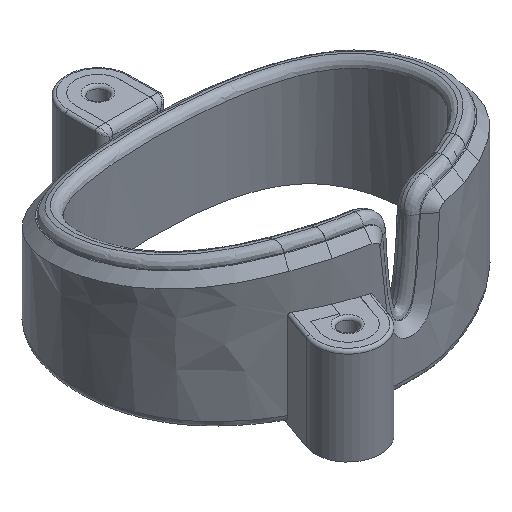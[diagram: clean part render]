
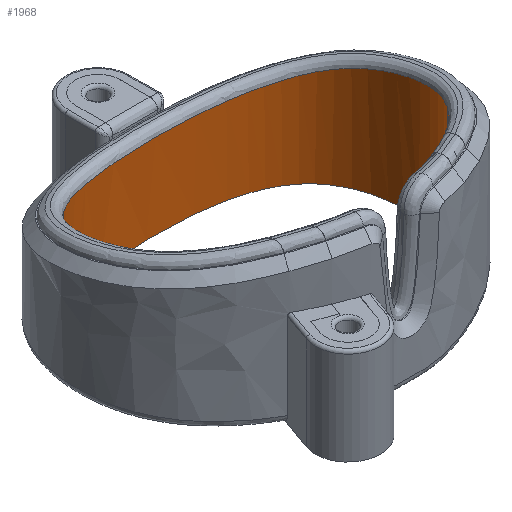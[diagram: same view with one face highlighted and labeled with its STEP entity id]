
A CAD part, isometric view. The second image highlights one B-rep face of the part: STEP entity #1968.
In plain terms, the highlighted free-form (B-spline) face has degree [3, 1] with [21, 2] control points.
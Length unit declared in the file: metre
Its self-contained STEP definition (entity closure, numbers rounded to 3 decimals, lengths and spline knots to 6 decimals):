
#252=B_SPLINE_CURVE_WITH_KNOTS('',3,(#5030,#5031,#5032,#5033,#5034,#5035,
#5036,#5037,#5038,#5039,#5040,#5041,#5042,#5043,#5044,#5045,#5046,#5047,
#5048,#5049,#5050,#5051,#5052,#5053,#5054,#5055,#5056,#5057,#5058,#5059),
 .UNSPECIFIED.,.F.,.F.,(4,1,1,1,1,1,1,1,1,1,1,1,1,1,1,1,1,1,1,1,1,1,1,1,
1,1,1,4),(0.,0.005585,0.008377,0.011169,
0.013962,0.016754,0.019546,0.022339,
0.025131,0.027923,0.030716,0.033508,
0.0363,0.039092,0.044677,0.050262,
0.055846,0.058639,0.061431,0.064223,
0.067016,0.069808,0.0726,0.075393,
0.078185,0.080977,0.08377,0.089354),
 .UNSPECIFIED.);
#253=B_SPLINE_CURVE_WITH_KNOTS('',3,(#5063,#5064,#5065,#5066,#5067,#5068,
#5069,#5070,#5071,#5072,#5073,#5074,#5075),.UNSPECIFIED.,.T.,.F.,(1,3,1,
1,1,1,1,1,1,1,1,3,1),(-0.123908,0.,0.123908,0.223818,
0.323729,0.434778,0.5,0.565222,0.676271,
0.776182,0.876092,1.,1.123908),.UNSPECIFIED.);
#694=ORIENTED_EDGE('',*,*,#1101,.F.);
#695=ORIENTED_EDGE('',*,*,#1102,.T.);
#696=ORIENTED_EDGE('',*,*,#1103,.T.);
#697=ORIENTED_EDGE('',*,*,#1104,.F.);
#1101=EDGE_CURVE('',#1326,#1327,#1463,.T.);
#1102=EDGE_CURVE('',#1326,#1328,#252,.T.);
#1103=EDGE_CURVE('',#1328,#1329,#1464,.T.);
#1104=EDGE_CURVE('',#1327,#1329,#253,.T.);
#1326=VERTEX_POINT('',#5028);
#1327=VERTEX_POINT('',#5029);
#1328=VERTEX_POINT('',#5060);
#1329=VERTEX_POINT('',#5062);
#1463=LINE('',#5027,#1569);
#1464=LINE('',#5061,#1570);
#1569=VECTOR('',#2404,1.);
#1570=VECTOR('',#2405,1.);
#1680=EDGE_LOOP('',(#694,#695,#696,#697));
#1809=FACE_BOUND('',#1680,.T.);
#1886=B_SPLINE_SURFACE_WITH_KNOTS('',3,1,((#4985,#4986),(#4987,#4988),(#4989,
#4990),(#4991,#4992),(#4993,#4994),(#4995,#4996),(#4997,#4998),(#4999,#5000),
(#5001,#5002),(#5003,#5004),(#5005,#5006),(#5007,#5008),(#5009,#5010),(#5011,
#5012),(#5013,#5014),(#5015,#5016),(#5017,#5018),(#5019,#5020),(#5021,#5022),
(#5023,#5024),(#5025,#5026)),.SURF_OF_LINEAR_EXTRUSION.,.F.,.F.,.F.,(4,
1,1,1,1,1,1,1,1,1,1,1,1,1,1,1,1,1,4),(2,2),(0.637786,0.683062,
0.728339,0.773616,0.818893,0.86417,0.886808,
0.909446,0.954723,1.,1.045277,1.090554,
1.113192,1.13583,1.181107,1.226384,1.271661,
1.316938,1.362214),(0.,1.),.UNSPECIFIED.);
#1968=ADVANCED_FACE('',(#1809),#1886,.T.);
#2404=DIRECTION('',(0.,0.,-1.));
#2405=DIRECTION('',(0.,0.,-1.));
#4985=CARTESIAN_POINT('',(0.01225,-0.010131,0.018831));
#4986=CARTESIAN_POINT('',(0.01225,-0.010131,0.));
#4987=CARTESIAN_POINT('',(0.013893,-0.009064,0.018831));
#4988=CARTESIAN_POINT('',(0.013893,-0.009064,0.));
#4989=CARTESIAN_POINT('',(0.016924,-0.006598,0.018831));
#4990=CARTESIAN_POINT('',(0.016924,-0.006598,0.));
#4991=CARTESIAN_POINT('',(0.019433,-0.002257,0.018831));
#4992=CARTESIAN_POINT('',(0.019433,-0.002257,0.));
#4993=CARTESIAN_POINT('',(0.020267,0.002546,0.018831));
#4994=CARTESIAN_POINT('',(0.020267,0.002546,0.));
#4995=CARTESIAN_POINT('',(0.019663,0.00764,0.018831));
#4996=CARTESIAN_POINT('',(0.019663,0.00764,0.));
#4997=CARTESIAN_POINT('',(0.017728,0.011404,0.018831));
#4998=CARTESIAN_POINT('',(0.017728,0.011404,0.));
#4999=CARTESIAN_POINT('',(0.015137,0.013648,0.018831));
#5000=CARTESIAN_POINT('',(0.015137,0.013648,0.));
#5001=CARTESIAN_POINT('',(0.01188,0.015323,0.018831));
#5002=CARTESIAN_POINT('',(0.01188,0.015323,0.));
#5003=CARTESIAN_POINT('',(0.006836,0.016512,0.018831));
#5004=CARTESIAN_POINT('',(0.006836,0.016512,0.));
#5005=CARTESIAN_POINT('',(0.,0.016859,0.018831));
#5006=CARTESIAN_POINT('',(0.,0.016859,0.));
#5007=CARTESIAN_POINT('',(-0.006836,0.016512,0.018831));
#5008=CARTESIAN_POINT('',(-0.006836,0.016512,0.));
#5009=CARTESIAN_POINT('',(-0.01188,0.015323,0.018831));
#5010=CARTESIAN_POINT('',(-0.01188,0.015323,0.));
#5011=CARTESIAN_POINT('',(-0.015137,0.013648,0.018831));
#5012=CARTESIAN_POINT('',(-0.015137,0.013648,0.));
#5013=CARTESIAN_POINT('',(-0.017728,0.011404,0.018831));
#5014=CARTESIAN_POINT('',(-0.017728,0.011404,0.));
#5015=CARTESIAN_POINT('',(-0.019663,0.00764,0.018831));
#5016=CARTESIAN_POINT('',(-0.019663,0.00764,0.));
#5017=CARTESIAN_POINT('',(-0.020267,0.002546,0.018831));
#5018=CARTESIAN_POINT('',(-0.020267,0.002546,0.));
#5019=CARTESIAN_POINT('',(-0.019433,-0.002257,0.018831));
#5020=CARTESIAN_POINT('',(-0.019433,-0.002257,0.));
#5021=CARTESIAN_POINT('',(-0.016924,-0.006598,0.018831));
#5022=CARTESIAN_POINT('',(-0.016924,-0.006598,0.));
#5023=CARTESIAN_POINT('',(-0.013893,-0.009064,0.018831));
#5024=CARTESIAN_POINT('',(-0.013893,-0.009064,0.));
#5025=CARTESIAN_POINT('',(-0.01225,-0.010131,0.018831));
#5026=CARTESIAN_POINT('',(-0.01225,-0.010131,0.));
#5027=CARTESIAN_POINT('',(0.01225,-0.010131,0.022));
#5028=CARTESIAN_POINT('',(0.01225,-0.010131,0.018719));
#5029=CARTESIAN_POINT('',(0.01225,-0.010131,0.));
#5030=CARTESIAN_POINT('',(0.01225,-0.010131,0.018719));
#5031=CARTESIAN_POINT('',(0.013796,-0.009127,0.01845));
#5032=CARTESIAN_POINT('',(0.015968,-0.007432,0.018017));
#5033=CARTESIAN_POINT('',(0.018164,-0.004471,0.017304));
#5034=CARTESIAN_POINT('',(0.019304,-0.002032,0.016737));
#5035=CARTESIAN_POINT('',(0.019949,0.00064,0.016121));
#5036=CARTESIAN_POINT('',(0.020098,0.003339,0.015486));
#5037=CARTESIAN_POINT('',(0.019826,0.006046,0.014817));
#5038=CARTESIAN_POINT('',(0.019098,0.008622,0.014123));
#5039=CARTESIAN_POINT('',(0.017834,0.011026,0.013385));
#5040=CARTESIAN_POINT('',(0.016003,0.013029,0.012618));
#5041=CARTESIAN_POINT('',(0.013664,0.014475,0.012076));
#5042=CARTESIAN_POINT('',(0.011077,0.015459,0.01175));
#5043=CARTESIAN_POINT('',(0.008383,0.016102,0.01155));
#5044=CARTESIAN_POINT('',(0.004698,0.016629,0.011396));
#5045=CARTESIAN_POINT('',(0.000054,0.016817,0.011343));
#5046=CARTESIAN_POINT('',(-0.005468,0.016601,0.011404));
#5047=CARTESIAN_POINT('',(-0.010075,0.015823,0.01163));
#5048=CARTESIAN_POINT('',(-0.013563,0.014524,0.01206));
#5049=CARTESIAN_POINT('',(-0.015915,0.013099,0.01259));
#5050=CARTESIAN_POINT('',(-0.017774,0.011113,0.013355));
#5051=CARTESIAN_POINT('',(-0.019062,0.008715,0.014096));
#5052=CARTESIAN_POINT('',(-0.019811,0.006131,0.014795));
#5053=CARTESIAN_POINT('',(-0.020097,0.003413,0.015468));
#5054=CARTESIAN_POINT('',(-0.019956,0.000701,0.016107));
#5055=CARTESIAN_POINT('',(-0.01933,-0.001963,0.016721));
#5056=CARTESIAN_POINT('',(-0.018176,-0.004454,0.0173));
#5057=CARTESIAN_POINT('',(-0.016003,-0.007395,0.018008));
#5058=CARTESIAN_POINT('',(-0.013803,-0.009122,0.018449));
#5059=CARTESIAN_POINT('',(-0.01225,-0.010131,0.018719));
#5060=CARTESIAN_POINT('',(-0.01225,-0.010131,0.018719));
#5061=CARTESIAN_POINT('',(-0.01225,-0.010131,0.022));
#5062=CARTESIAN_POINT('',(-0.01225,-0.010131,0.));
#5063=CARTESIAN_POINT('',(0.,0.016744,0.));
#5064=CARTESIAN_POINT('',(-0.006236,0.016744,0.));
#5065=CARTESIAN_POINT('',(-0.017499,0.015175,0.));
#5066=CARTESIAN_POINT('',(-0.021191,0.00266,0.));
#5067=CARTESIAN_POINT('',(-0.017518,-0.00802,0.));
#5068=CARTESIAN_POINT('',(-0.004843,-0.014291,0.));
#5069=CARTESIAN_POINT('',(0.,-0.014149,0.));
#5070=CARTESIAN_POINT('',(0.004843,-0.014291,0.));
#5071=CARTESIAN_POINT('',(0.017518,-0.00802,0.));
#5072=CARTESIAN_POINT('',(0.021191,0.00266,0.));
#5073=CARTESIAN_POINT('',(0.017499,0.015175,0.));
#5074=CARTESIAN_POINT('',(0.006236,0.016744,0.));
#5075=CARTESIAN_POINT('',(0.,0.016744,0.));
